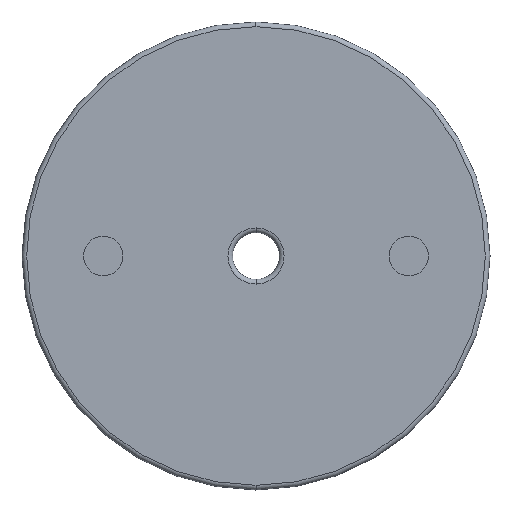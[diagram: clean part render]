
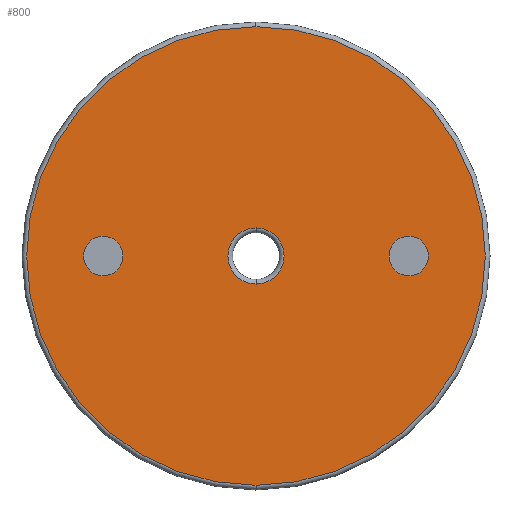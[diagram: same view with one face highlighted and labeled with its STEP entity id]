
A CAD part, left-side view. The second image highlights one B-rep face of the part: STEP entity #800.
In plain terms, the highlighted planar face has unit normal (-1, 0, 0).
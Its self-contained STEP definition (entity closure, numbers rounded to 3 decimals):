
#10 = CIRCLE ( 'NONE', #942, 1.2 ) ;
#39 = CARTESIAN_POINT ( 'NONE',  ( -3., 6.53, -0.843 ) ) ;
#46 = DIRECTION ( 'NONE',  ( -1., 0., 0. ) ) ;
#50 = EDGE_CURVE ( 'NONE', #585, #1101, #857, .T. ) ;
#83 = EDGE_CURVE ( 'NONE', #202, #993, #885, .T. ) ;
#84 = CARTESIAN_POINT ( 'NONE',  ( -3., 6.53, 0.843 ) ) ;
#100 = CIRCLE ( 'NONE', #313, 1.2 ) ;
#110 = ORIENTED_EDGE ( 'NONE', *, *, #178, .F. ) ;
#114 = CARTESIAN_POINT ( 'NONE',  ( -3., 0., 0. ) ) ;
#116 = DIRECTION ( 'NONE',  ( 0., 0., -1. ) ) ;
#118 = AXIS2_PLACEMENT_3D ( 'NONE', #930, #204, #501 ) ;
#125 = DIRECTION ( 'NONE',  ( 0., 0., -1. ) ) ;
#130 = EDGE_LOOP ( 'NONE', ( #488, #1018 ) ) ;
#148 = CARTESIAN_POINT ( 'NONE',  ( -3., -6.53, 0.843 ) ) ;
#155 = VERTEX_POINT ( 'NONE', #407 ) ;
#163 = ORIENTED_EDGE ( 'NONE', *, *, #391, .T. ) ;
#177 = DIRECTION ( 'NONE',  ( 0., 0., -1. ) ) ;
#178 = EDGE_CURVE ( 'NONE', #679, #155, #252, .T. ) ;
#195 = ORIENTED_EDGE ( 'NONE', *, *, #1027, .F. ) ;
#202 = VERTEX_POINT ( 'NONE', #84 ) ;
#204 = DIRECTION ( 'NONE',  ( -1., 0., 0. ) ) ;
#220 = FACE_OUTER_BOUND ( 'NONE', #841, .T. ) ;
#246 = FACE_BOUND ( 'NONE', #259, .T. ) ;
#252 = CIRCLE ( 'NONE', #1111, 0.843 ) ;
#259 = EDGE_LOOP ( 'NONE', ( #163, #1023 ) ) ;
#267 = DIRECTION ( 'NONE',  ( 1., 0., 0. ) ) ;
#285 = CARTESIAN_POINT ( 'NONE',  ( -3., 0., 0. ) ) ;
#286 = CARTESIAN_POINT ( 'NONE',  ( -3., -6.53, 0. ) ) ;
#288 = FACE_BOUND ( 'NONE', #130, .T. ) ;
#300 = DIRECTION ( 'NONE',  ( 0., 0., -1. ) ) ;
#313 = AXIS2_PLACEMENT_3D ( 'NONE', #388, #647, #116 ) ;
#357 = CARTESIAN_POINT ( 'NONE',  ( -3., 0., 0. ) ) ;
#372 = CIRCLE ( 'NONE', #1049, 0.843 ) ;
#388 = CARTESIAN_POINT ( 'NONE',  ( -3., 0., 0. ) ) ;
#391 = EDGE_CURVE ( 'NONE', #955, #953, #100, .T. ) ;
#397 = DIRECTION ( 'NONE',  ( -1., 0., 0. ) ) ;
#398 = CIRCLE ( 'NONE', #1074, 0.843 ) ;
#401 = AXIS2_PLACEMENT_3D ( 'NONE', #285, #554, #908 ) ;
#406 = CARTESIAN_POINT ( 'NONE',  ( -3., 0., 9.8 ) ) ;
#407 = CARTESIAN_POINT ( 'NONE',  ( -3., -6.53, -0.843 ) ) ;
#464 = CARTESIAN_POINT ( 'NONE',  ( -3., 0., 1.2 ) ) ;
#474 = ORIENTED_EDGE ( 'NONE', *, *, #1005, .T. ) ;
#482 = DIRECTION ( 'NONE',  ( -1., 0., 0. ) ) ;
#488 = ORIENTED_EDGE ( 'NONE', *, *, #83, .F. ) ;
#501 = DIRECTION ( 'NONE',  ( 0., 0., 1. ) ) ;
#532 = ORIENTED_EDGE ( 'NONE', *, *, #50, .T. ) ;
#533 = EDGE_CURVE ( 'NONE', #993, #202, #398, .T. ) ;
#554 = DIRECTION ( 'NONE',  ( -1., 0., 0. ) ) ;
#585 = VERTEX_POINT ( 'NONE', #1106 ) ;
#613 = CARTESIAN_POINT ( 'NONE',  ( -3., 1., 0. ) ) ;
#629 = CARTESIAN_POINT ( 'NONE',  ( -3., 0., -1.2 ) ) ;
#643 = EDGE_LOOP ( 'NONE', ( #110, #195 ) ) ;
#647 = DIRECTION ( 'NONE',  ( 1., 0., 0. ) ) ;
#655 = DIRECTION ( 'NONE',  ( 0., 0., 1. ) ) ;
#679 = VERTEX_POINT ( 'NONE', #148 ) ;
#696 = PLANE ( 'NONE',  #903 ) ;
#707 = DIRECTION ( 'NONE',  ( 1., 0., 0. ) ) ;
#755 = CARTESIAN_POINT ( 'NONE',  ( -3., 6.53, 0. ) ) ;
#800 = ADVANCED_FACE ( 'NONE', ( #1050, #288, #220, #246 ), #696, .F. ) ;
#841 = EDGE_LOOP ( 'NONE', ( #532, #474 ) ) ;
#857 = CIRCLE ( 'NONE', #401, 9.8 ) ;
#866 = DIRECTION ( 'NONE',  ( -1., 0., 0. ) ) ;
#885 = CIRCLE ( 'NONE', #118, 0.843 ) ;
#895 = DIRECTION ( 'NONE',  ( 0., 0., -1. ) ) ;
#903 = AXIS2_PLACEMENT_3D ( 'NONE', #613, #707, #177 ) ;
#908 = DIRECTION ( 'NONE',  ( 0., 0., -1. ) ) ;
#930 = CARTESIAN_POINT ( 'NONE',  ( -3., 6.53, 0. ) ) ;
#942 = AXIS2_PLACEMENT_3D ( 'NONE', #357, #267, #895 ) ;
#953 = VERTEX_POINT ( 'NONE', #464 ) ;
#955 = VERTEX_POINT ( 'NONE', #629 ) ;
#959 = EDGE_CURVE ( 'NONE', #953, #955, #10, .T. ) ;
#993 = VERTEX_POINT ( 'NONE', #39 ) ;
#1005 = EDGE_CURVE ( 'NONE', #1101, #585, #1135, .T. ) ;
#1007 = AXIS2_PLACEMENT_3D ( 'NONE', #114, #46, #300 ) ;
#1018 = ORIENTED_EDGE ( 'NONE', *, *, #533, .F. ) ;
#1023 = ORIENTED_EDGE ( 'NONE', *, *, #959, .T. ) ;
#1027 = EDGE_CURVE ( 'NONE', #155, #679, #372, .T. ) ;
#1032 = DIRECTION ( 'NONE',  ( 0., 0., -1. ) ) ;
#1049 = AXIS2_PLACEMENT_3D ( 'NONE', #286, #482, #125 ) ;
#1050 = FACE_BOUND ( 'NONE', #643, .T. ) ;
#1074 = AXIS2_PLACEMENT_3D ( 'NONE', #755, #397, #655 ) ;
#1101 = VERTEX_POINT ( 'NONE', #406 ) ;
#1106 = CARTESIAN_POINT ( 'NONE',  ( -3., 0., -9.8 ) ) ;
#1111 = AXIS2_PLACEMENT_3D ( 'NONE', #1126, #866, #1032 ) ;
#1126 = CARTESIAN_POINT ( 'NONE',  ( -3., -6.53, 0. ) ) ;
#1135 = CIRCLE ( 'NONE', #1007, 9.8 ) ;
